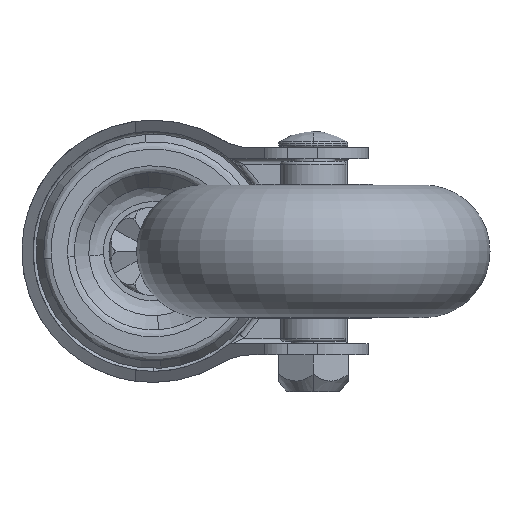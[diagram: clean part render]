
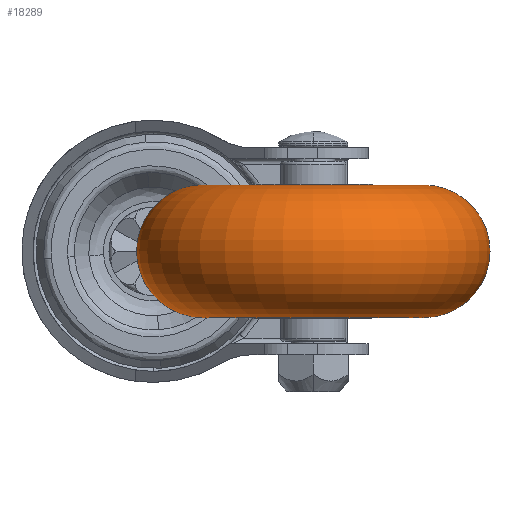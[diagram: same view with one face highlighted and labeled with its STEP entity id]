
A CAD part, front view. The second image highlights one B-rep face of the part: STEP entity #18289.
In plain terms, the highlighted toroidal (fillet/blend) face has major radius 20 mm and minor radius 12 mm.
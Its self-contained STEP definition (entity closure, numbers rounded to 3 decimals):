
#276 = VERTEX_POINT ( 'NONE', #23395 ) ;
#711 = EDGE_CURVE ( 'NONE', #2911, #22489, #6570, .T. ) ;
#710 = DIRECTION ( 'NONE',  ( 0., 0., 1. ) ) ;
#1098 = AXIS2_PLACEMENT_3D ( 'NONE', #7513, #20668, #9409 ) ;
#1656 = DIRECTION ( 'NONE',  ( 0., 0., 1. ) ) ;
#2911 = VERTEX_POINT ( 'NONE', #7931 ) ;
#3269 = AXIS2_PLACEMENT_3D ( 'NONE', #12104, #710, #13970 ) ;
#4215 = CARTESIAN_POINT ( 'NONE',  ( -14.59, -60.484, -12. ) ) ;
#6570 = CIRCLE ( 'NONE', #14766, 20. ) ;
#7351 = AXIS2_PLACEMENT_3D ( 'NONE', #21228, #9981, #23106 ) ;
#7389 = CARTESIAN_POINT ( 'NONE',  ( -34.59, -60.484, 0. ) ) ;
#7513 = CARTESIAN_POINT ( 'NONE',  ( -54.59, -60.484, 0. ) ) ;
#7931 = CARTESIAN_POINT ( 'NONE',  ( -54.59, -60.484, -12. ) ) ;
#8623 = FACE_OUTER_BOUND ( 'NONE', #13874, .T. ) ;
#9294 = DIRECTION ( 'NONE',  ( 1., 0., 0. ) ) ;
#9409 = DIRECTION ( 'NONE',  ( 0., 0., 1. ) ) ;
#9981 = DIRECTION ( 'NONE',  ( 0., -1., 0. ) ) ;
#10315 = CIRCLE ( 'NONE', #1098, 12. ) ;
#11456 = AXIS2_PLACEMENT_3D ( 'NONE', #7389, #1656, #9294 ) ;
#11966 = DIRECTION ( 'NONE',  ( 0., 0., 1. ) ) ;
#12104 = CARTESIAN_POINT ( 'NONE',  ( -34.59, -60.484, 12. ) ) ;
#12488 = TOROIDAL_SURFACE ( 'NONE', #11456, 20., 12. ) ;
#12688 = ORIENTED_EDGE ( 'NONE', *, *, #22283, .F. ) ;
#13101 = ORIENTED_EDGE ( 'NONE', *, *, #711, .T. ) ;
#13712 = VERTEX_POINT ( 'NONE', #22617 ) ;
#13874 = EDGE_LOOP ( 'NONE', ( #12688, #13101, #20684, #15052 ) ) ;
#13970 = DIRECTION ( 'NONE',  ( 1., 0., 0. ) ) ;
#14766 = AXIS2_PLACEMENT_3D ( 'NONE', #24054, #11966, #23158 ) ;
#15052 = ORIENTED_EDGE ( 'NONE', *, *, #15963, .F. ) ;
#15963 = EDGE_CURVE ( 'NONE', #276, #13712, #20490, .T. ) ;
#16771 = CIRCLE ( 'NONE', #7351, 12. ) ;
#18289 = ADVANCED_FACE ( 'NONE', ( #8623 ), #12488, .T. ) ;
#20490 = CIRCLE ( 'NONE', #3269, 20. ) ;
#20668 = DIRECTION ( 'NONE',  ( 0., 1., 0. ) ) ;
#20684 = ORIENTED_EDGE ( 'NONE', *, *, #23273, .T. ) ;
#21228 = CARTESIAN_POINT ( 'NONE',  ( -14.59, -60.484, 0. ) ) ;
#22283 = EDGE_CURVE ( 'NONE', #2911, #276, #10315, .T. ) ;
#22489 = VERTEX_POINT ( 'NONE', #4215 ) ;
#22617 = CARTESIAN_POINT ( 'NONE',  ( -14.59, -60.484, 12. ) ) ;
#23106 = DIRECTION ( 'NONE',  ( 0., 0., -1. ) ) ;
#23158 = DIRECTION ( 'NONE',  ( 1., 0., 0. ) ) ;
#23273 = EDGE_CURVE ( 'NONE', #22489, #13712, #16771, .T. ) ;
#23395 = CARTESIAN_POINT ( 'NONE',  ( -54.59, -60.484, 12. ) ) ;
#24054 = CARTESIAN_POINT ( 'NONE',  ( -34.59, -60.484, -12. ) ) ;
